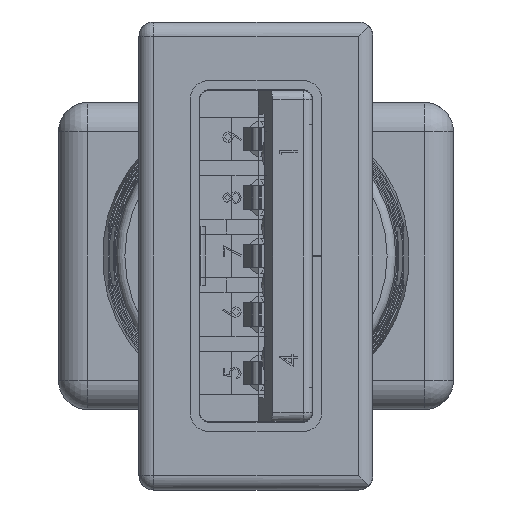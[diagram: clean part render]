
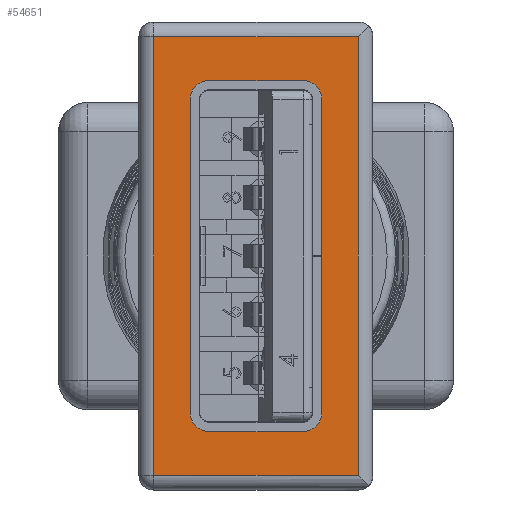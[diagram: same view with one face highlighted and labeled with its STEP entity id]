
A CAD part, left-side view. The second image highlights one B-rep face of the part: STEP entity #54651.
In plain terms, the highlighted face is planar.
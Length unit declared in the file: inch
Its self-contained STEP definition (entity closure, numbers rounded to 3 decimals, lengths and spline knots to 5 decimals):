
#303 = LINE ( 'NONE', #2057, #14746 ) ;
#890 = DIRECTION ( 'NONE',  ( 0., -1., 0. ) ) ;
#2057 = CARTESIAN_POINT ( 'NONE',  ( 0.23622, -0.06339, -0.47244 ) ) ;
#3406 = ORIENTED_EDGE ( 'NONE', *, *, #40057, .F. ) ;
#3973 = EDGE_CURVE ( 'NONE', #25931, #53929, #89327, .T. ) ;
#4755 = VECTOR ( 'NONE', #76228, 39.37008 ) ;
#7298 = DIRECTION ( 'NONE',  ( -1., 0., 0. ) ) ;
#8119 = ORIENTED_EDGE ( 'NONE', *, *, #46667, .F. ) ;
#8401 = LINE ( 'NONE', #15743, #4755 ) ;
#8983 = VERTEX_POINT ( 'NONE', #92005 ) ;
#9384 = AXIS2_PLACEMENT_3D ( 'NONE', #84968, #16022, #7298 ) ;
#9671 = DIRECTION ( 'NONE',  ( 0., 0., 1. ) ) ;
#11009 = LINE ( 'NONE', #69750, #17037 ) ;
#11835 = VERTEX_POINT ( 'NONE', #12567 ) ;
#12567 = CARTESIAN_POINT ( 'NONE',  ( 0.23622, 0.06339, -0.47244 ) ) ;
#12728 = VERTEX_POINT ( 'NONE', #56235 ) ;
#13302 = ORIENTED_EDGE ( 'NONE', *, *, #23562, .F. ) ;
#14746 = VECTOR ( 'NONE', #63557, 39.37008 ) ;
#15383 = EDGE_CURVE ( 'NONE', #42129, #25931, #29832, .T. ) ;
#15415 = AXIS2_PLACEMENT_3D ( 'NONE', #98228, #30329, #46791 ) ;
#15743 = CARTESIAN_POINT ( 'NONE',  ( -0.31496, 0.1378, -0.47244 ) ) ;
#16022 = DIRECTION ( 'NONE',  ( 0., 0., -1. ) ) ;
#16278 = EDGE_CURVE ( 'NONE', #21310, #42129, #85097, .T. ) ;
#17037 = VECTOR ( 'NONE', #890, 39.37008 ) ;
#19835 = ORIENTED_EDGE ( 'NONE', *, *, #15383, .T. ) ;
#21089 = DIRECTION ( 'NONE',  ( -1., 0., 0. ) ) ;
#21310 = VERTEX_POINT ( 'NONE', #68276 ) ;
#22963 = AXIS2_PLACEMENT_3D ( 'NONE', #96427, #34638, #27211 ) ;
#23562 = EDGE_CURVE ( 'NONE', #60643, #57619, #32238, .T. ) ;
#24202 = CARTESIAN_POINT ( 'NONE',  ( 0.31496, -0.1378, -0.47244 ) ) ;
#24641 = CARTESIAN_POINT ( 'NONE',  ( 0.29528, 0.15748, -0.47244 ) ) ;
#25931 = VERTEX_POINT ( 'NONE', #54888 ) ;
#27211 = DIRECTION ( 'NONE',  ( -1., 0., 0. ) ) ;
#28111 = CARTESIAN_POINT ( 'NONE',  ( 0.21102, 0.08858, -0.47244 ) ) ;
#29832 = LINE ( 'NONE', #24202, #68205 ) ;
#30329 = DIRECTION ( 'NONE',  ( 0., 0., 1. ) ) ;
#31103 = VECTOR ( 'NONE', #21089, 39.37008 ) ;
#31675 = DIRECTION ( 'NONE',  ( 1., 0., 0. ) ) ;
#32238 = CIRCLE ( 'NONE', #49781, 0.0252 ) ;
#33201 = ORIENTED_EDGE ( 'NONE', *, *, #98462, .T. ) ;
#33257 = ORIENTED_EDGE ( 'NONE', *, *, #47131, .F. ) ;
#34638 = DIRECTION ( 'NONE',  ( 0., 0., 1. ) ) ;
#34904 = FACE_BOUND ( 'NONE', #82764, .T. ) ;
#36137 = CARTESIAN_POINT ( 'NONE',  ( -0.29528, -0.15748, -0.47244 ) ) ;
#37914 = CARTESIAN_POINT ( 'NONE',  ( -0.21102, 0.08858, -0.47244 ) ) ;
#38114 = CARTESIAN_POINT ( 'NONE',  ( -0.21102, -0.08858, -0.47244 ) ) ;
#38819 = CARTESIAN_POINT ( 'NONE',  ( -0.29528, -0.1378, -0.47244 ) ) ;
#39020 = DIRECTION ( 'NONE',  ( 1., 0., 0. ) ) ;
#39198 = VERTEX_POINT ( 'NONE', #41860 ) ;
#40057 = EDGE_CURVE ( 'NONE', #11835, #93207, #46080, .T. ) ;
#40765 = DIRECTION ( 'NONE',  ( 0., 1., 0. ) ) ;
#41860 = CARTESIAN_POINT ( 'NONE',  ( -0.23622, 0.06339, -0.47244 ) ) ;
#42129 = VERTEX_POINT ( 'NONE', #38819 ) ;
#42870 = EDGE_CURVE ( 'NONE', #57619, #11835, #303, .T. ) ;
#43309 = EDGE_LOOP ( 'NONE', ( #76956, #19835, #61805, #33201 ) ) ;
#43861 = DIRECTION ( 'NONE',  ( 0., -1., 0. ) ) ;
#45851 = DIRECTION ( 'NONE',  ( 1., 0., 0. ) ) ;
#46080 = CIRCLE ( 'NONE', #15415, 0.0252 ) ;
#46667 = EDGE_CURVE ( 'NONE', #39198, #12728, #11009, .T. ) ;
#46791 = DIRECTION ( 'NONE',  ( -1., 0., 0. ) ) ;
#47131 = EDGE_CURVE ( 'NONE', #8983, #60643, #64007, .T. ) ;
#48002 = CARTESIAN_POINT ( 'NONE',  ( -0.21102, 0.08858, -0.47244 ) ) ;
#48847 = EDGE_CURVE ( 'NONE', #93207, #58643, #93656, .T. ) ;
#49081 = CARTESIAN_POINT ( 'NONE',  ( 0.21102, -0.08858, -0.47244 ) ) ;
#49781 = AXIS2_PLACEMENT_3D ( 'NONE', #77316, #93811, #31675 ) ;
#50603 = CIRCLE ( 'NONE', #22963, 0.0252 ) ;
#53929 = VERTEX_POINT ( 'NONE', #60563 ) ;
#54333 = EDGE_CURVE ( 'NONE', #58643, #39198, #50603, .T. ) ;
#54651 = ADVANCED_FACE ( '?1', ( #34904, #88973 ), #62089, .F. ) ;
#54888 = CARTESIAN_POINT ( 'NONE',  ( 0.29528, -0.1378, -0.47244 ) ) ;
#56235 = CARTESIAN_POINT ( 'NONE',  ( -0.23622, -0.06339, -0.47244 ) ) ;
#57619 = VERTEX_POINT ( 'NONE', #80231 ) ;
#58643 = VERTEX_POINT ( 'NONE', #48002 ) ;
#59499 = CIRCLE ( 'NONE', #96178, 0.0252 ) ;
#60563 = CARTESIAN_POINT ( 'NONE',  ( 0.29528, 0.1378, -0.47244 ) ) ;
#60643 = VERTEX_POINT ( 'NONE', #49081 ) ;
#61805 = ORIENTED_EDGE ( 'NONE', *, *, #3973, .T. ) ;
#62089 = PLANE ( 'NONE',  #9384 ) ;
#62512 = CARTESIAN_POINT ( 'NONE',  ( -0.21102, -0.06339, -0.47244 ) ) ;
#63557 = DIRECTION ( 'NONE',  ( 0., 1., 0. ) ) ;
#64007 = LINE ( 'NONE', #38114, #82022 ) ;
#66432 = VECTOR ( 'NONE', #40765, 39.37008 ) ;
#68205 = VECTOR ( 'NONE', #39020, 39.37008 ) ;
#68276 = CARTESIAN_POINT ( 'NONE',  ( -0.29528, 0.1378, -0.47244 ) ) ;
#68806 = ORIENTED_EDGE ( 'NONE', *, *, #82645, .F. ) ;
#69750 = CARTESIAN_POINT ( 'NONE',  ( -0.23622, -0.06339, -0.47244 ) ) ;
#70847 = DIRECTION ( 'NONE',  ( -1., 0., 0. ) ) ;
#74156 = ORIENTED_EDGE ( 'NONE', *, *, #48847, .F. ) ;
#76029 = ORIENTED_EDGE ( 'NONE', *, *, #42870, .F. ) ;
#76228 = DIRECTION ( 'NONE',  ( -1., 0., 0. ) ) ;
#76956 = ORIENTED_EDGE ( 'NONE', *, *, #16278, .T. ) ;
#77316 = CARTESIAN_POINT ( 'NONE',  ( 0.21102, -0.06339, -0.47244 ) ) ;
#80231 = CARTESIAN_POINT ( 'NONE',  ( 0.23622, -0.06339, -0.47244 ) ) ;
#82022 = VECTOR ( 'NONE', #45851, 39.37008 ) ;
#82645 = EDGE_CURVE ( 'NONE', #12728, #8983, #59499, .T. ) ;
#82764 = EDGE_LOOP ( 'NONE', ( #74156, #3406, #76029, #13302, #33257, #68806, #8119, #88821 ) ) ;
#84968 = CARTESIAN_POINT ( 'NONE',  ( 0.31496, 0.15748, -0.47244 ) ) ;
#85097 = LINE ( 'NONE', #36137, #87482 ) ;
#87482 = VECTOR ( 'NONE', #43861, 39.37008 ) ;
#88821 = ORIENTED_EDGE ( 'NONE', *, *, #54333, .F. ) ;
#88973 = FACE_OUTER_BOUND ( 'NONE', #43309, .T. ) ;
#89327 = LINE ( 'NONE', #24641, #66432 ) ;
#92005 = CARTESIAN_POINT ( 'NONE',  ( -0.21102, -0.08858, -0.47244 ) ) ;
#93207 = VERTEX_POINT ( 'NONE', #28111 ) ;
#93656 = LINE ( 'NONE', #37914, #31103 ) ;
#93811 = DIRECTION ( 'NONE',  ( 0., 0., 1. ) ) ;
#96178 = AXIS2_PLACEMENT_3D ( 'NONE', #62512, #9671, #70847 ) ;
#96427 = CARTESIAN_POINT ( 'NONE',  ( -0.21102, 0.06339, -0.47244 ) ) ;
#98228 = CARTESIAN_POINT ( 'NONE',  ( 0.21102, 0.06339, -0.47244 ) ) ;
#98462 = EDGE_CURVE ( 'NONE', #53929, #21310, #8401, .T. ) ;
